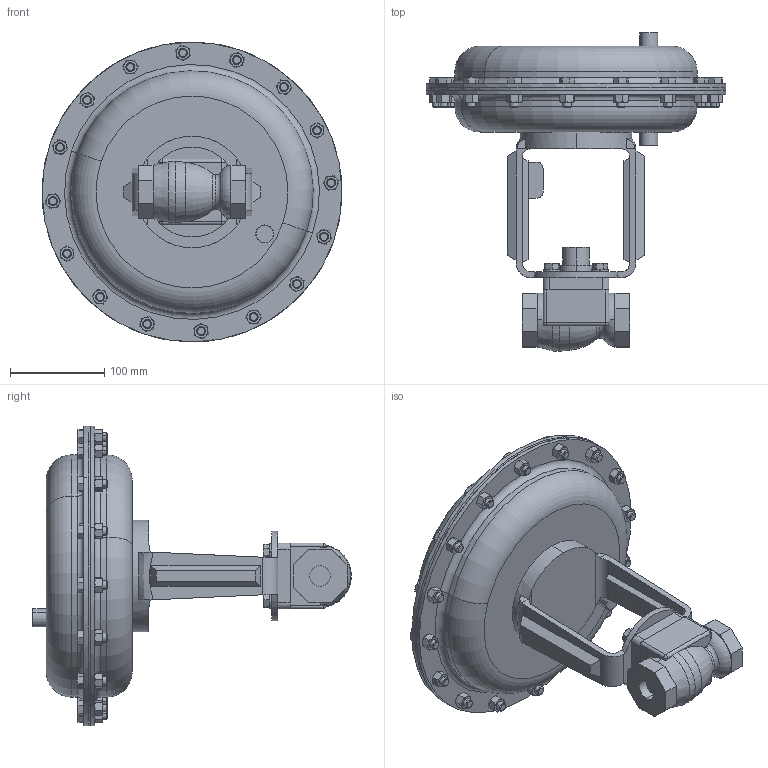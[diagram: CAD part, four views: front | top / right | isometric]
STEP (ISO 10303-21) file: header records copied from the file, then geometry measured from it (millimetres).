
FILE_DESCRIPTION (( 'STEP AP203' ), '1' );
FILE_NAME ('78-050-BR+CS+S6-SW-55M.step', '2017-09-25T13:10:37', ( '' ), ( '' ), 'SwSTEP 2.0', 'SolidWorks 2014', '' );
FILE_SCHEMA (( 'CONFIG_CONTROL_DESIGN' ));
Length unit declared in the file: inch
Products named in the file (1): 78-050-BR+CS+S6-SW-55M
Bounding box: 317.42 x 337.73 x 317.42 mm (x, y, z)
Volume: 5278349.8 mm3; surface area: 494429.2 mm2
Topology: 2 solids, 2 shells, 1006 faces, 2267 edges, 1393 vertices
Faces by surface type: plane 441, cone 373, cylinder 163, torus 23, sphere 4, bspline 2
Entity records: 32424 total; most frequent: CARTESIAN_POINT 10820, ORIENTED_EDGE 4526, DIRECTION 4266, EDGE_CURVE 2263, AXIS2_PLACEMENT_3D 1744, VERTEX_POINT 1393, EDGE_LOOP 1148, FACE_OUTER_BOUND 1006
